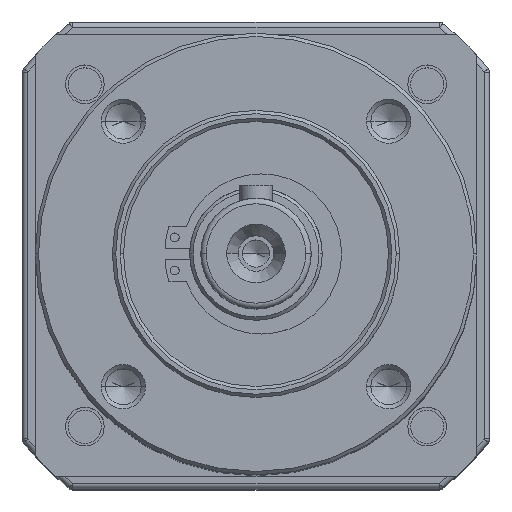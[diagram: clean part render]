
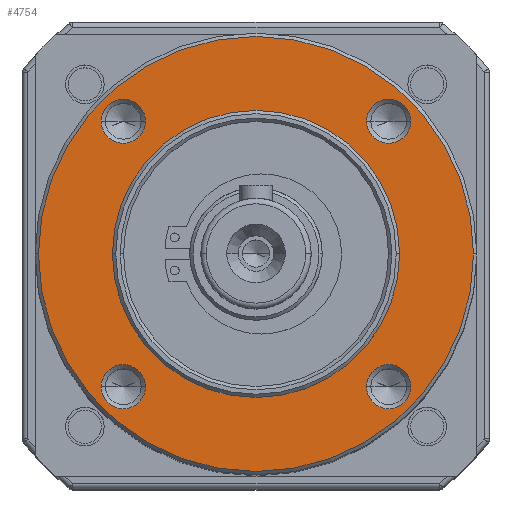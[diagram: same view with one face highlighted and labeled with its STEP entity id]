
A CAD part, top view. The second image highlights one B-rep face of the part: STEP entity #4754.
In plain terms, the highlighted planar face has unit normal (0, 0, 1).
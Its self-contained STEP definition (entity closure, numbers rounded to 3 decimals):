
#176 = CIRCLE ( 'NONE', #178, 19.7 ) ;
#178 = AXIS2_PLACEMENT_3D ( 'NONE', #5949, #5950, #5951 ) ;
#540 = CIRCLE ( 'NONE', #543, 2. ) ;
#543 = AXIS2_PLACEMENT_3D ( 'NONE', #3575, #3576, #3577 ) ;
#546 = CIRCLE ( 'NONE', #550, 2. ) ;
#550 = AXIS2_PLACEMENT_3D ( 'NONE', #3585, #3586, #3587 ) ;
#553 = CIRCLE ( 'NONE', #556, 2. ) ;
#556 = AXIS2_PLACEMENT_3D ( 'NONE', #5715, #5716, #5717 ) ;
#559 = CIRCLE ( 'NONE', #563, 2. ) ;
#563 = AXIS2_PLACEMENT_3D ( 'NONE', #5725, #5726, #5727 ) ;
#1348 = EDGE_CURVE ( 'NONE', #5604, #5605, #4868, .T. ) ;
#1350 = EDGE_CURVE ( 'NONE', #5574, #5570, #4850, .T. ) ;
#1351 = EDGE_CURVE ( 'NONE', #5598, #5593, #4856, .T. ) ;
#1352 = EDGE_CURVE ( 'NONE', #5608, #5597, #4855, .T. ) ;
#1353 = EDGE_CURVE ( 'NONE', #5586, #5590, #4860, .T. ) ;
#1354 = EDGE_CURVE ( 'NONE', #5582, #5581, #4859, .T. ) ;
#1753 = PLANE ( 'NONE',  #4432 ) ;
#1754 = CARTESIAN_POINT ( 'NONE',  ( -20.094, -19.7, 128.8 ) ) ;
#1755 = DIRECTION ( 'NONE',  ( 0., 0., 1. ) ) ;
#1756 = DIRECTION ( 'NONE',  ( 1., 0., 0. ) ) ;
#2407 = FACE_BOUND ( 'NONE', #2796, .T. ) ;
#2408 = FACE_BOUND ( 'NONE', #2886, .T. ) ;
#2409 = FACE_BOUND ( 'NONE', #2888, .T. ) ;
#2410 = FACE_BOUND ( 'NONE', #2889, .T. ) ;
#2411 = FACE_BOUND ( 'NONE', #2891, .T. ) ;
#2412 = FACE_OUTER_BOUND ( 'NONE', #2791, .T. ) ;
#2791 = EDGE_LOOP ( 'NONE', ( #3414, #3415 ) ) ;
#2796 = EDGE_LOOP ( 'NONE', ( #3404, #3405 ) ) ;
#2886 = EDGE_LOOP ( 'NONE', ( #3406, #3407 ) ) ;
#2888 = EDGE_LOOP ( 'NONE', ( #3408, #3409 ) ) ;
#2889 = EDGE_LOOP ( 'NONE', ( #3410, #3411 ) ) ;
#2891 = EDGE_LOOP ( 'NONE', ( #3412, #3413 ) ) ;
#3404 = ORIENTED_EDGE ( 'NONE', *, *, #5322, .T. ) ;
#3405 = ORIENTED_EDGE ( 'NONE', *, *, #1350, .T. ) ;
#3406 = ORIENTED_EDGE ( 'NONE', *, *, #5318, .T. ) ;
#3407 = ORIENTED_EDGE ( 'NONE', *, *, #1351, .T. ) ;
#3408 = ORIENTED_EDGE ( 'NONE', *, *, #5313, .T. ) ;
#3409 = ORIENTED_EDGE ( 'NONE', *, *, #1352, .T. ) ;
#3410 = ORIENTED_EDGE ( 'NONE', *, *, #5309, .T. ) ;
#3411 = ORIENTED_EDGE ( 'NONE', *, *, #1353, .T. ) ;
#3412 = ORIENTED_EDGE ( 'NONE', *, *, #5305, .T. ) ;
#3413 = ORIENTED_EDGE ( 'NONE', *, *, #1354, .T. ) ;
#3414 = ORIENTED_EDGE ( 'NONE', *, *, #5411, .F. ) ;
#3415 = ORIENTED_EDGE ( 'NONE', *, *, #1348, .F. ) ;
#3565 = CARTESIAN_POINT ( 'NONE',  ( 0., 0., 128.8 ) ) ;
#3566 = DIRECTION ( 'NONE',  ( 0., 0., -1. ) ) ;
#3567 = DIRECTION ( 'NONE',  ( -1., 0., 0. ) ) ;
#3575 = CARTESIAN_POINT ( 'NONE',  ( 12.021, 12.021, 128.8 ) ) ;
#3576 = DIRECTION ( 'NONE',  ( 0., 0., -1. ) ) ;
#3577 = DIRECTION ( 'NONE',  ( 1., 0., 0. ) ) ;
#3585 = CARTESIAN_POINT ( 'NONE',  ( -12.021, 12.021, 128.8 ) ) ;
#3586 = DIRECTION ( 'NONE',  ( 0., 0., -1. ) ) ;
#3587 = DIRECTION ( 'NONE',  ( 1., 0., 0. ) ) ;
#3681 = CIRCLE ( 'NONE', #3691, 13. ) ;
#3691 = AXIS2_PLACEMENT_3D ( 'NONE', #3565, #3566, #3567 ) ;
#3766 = DIRECTION ( 'NONE',  ( 0., 0., -1. ) ) ;
#3768 = DIRECTION ( 'NONE',  ( 1., 0., 0. ) ) ;
#3769 = DIRECTION ( 'NONE',  ( 0., 0., -1. ) ) ;
#3771 = DIRECTION ( 'NONE',  ( 0., 0., -1. ) ) ;
#3772 = DIRECTION ( 'NONE',  ( 1., 0., 0. ) ) ;
#3773 = CARTESIAN_POINT ( 'NONE',  ( 12.021, 12.021, 128.8 ) ) ;
#3774 = DIRECTION ( 'NONE',  ( 1., 0., 0. ) ) ;
#3775 = CARTESIAN_POINT ( 'NONE',  ( 0., 0., 128.8 ) ) ;
#3776 = DIRECTION ( 'NONE',  ( 0., 0., -1. ) ) ;
#3779 = DIRECTION ( 'NONE',  ( 0., 0., -1. ) ) ;
#3781 = DIRECTION ( 'NONE',  ( 1., 0., 0. ) ) ;
#3783 = CARTESIAN_POINT ( 'NONE',  ( -12.021, -12.021, 128.8 ) ) ;
#3784 = CARTESIAN_POINT ( 'NONE',  ( 12.021, -12.021, 128.8 ) ) ;
#3785 = DIRECTION ( 'NONE',  ( -1., 0., 0. ) ) ;
#3786 = CARTESIAN_POINT ( 'NONE',  ( -12.021, 12.021, 128.8 ) ) ;
#4432 = AXIS2_PLACEMENT_3D ( 'NONE', #1754, #1755, #1756 ) ;
#4620 = CARTESIAN_POINT ( 'NONE',  ( 14.021, -12.021, 128.8 ) ) ;
#4624 = CARTESIAN_POINT ( 'NONE',  ( 10.021, -12.021, 128.8 ) ) ;
#4631 = CARTESIAN_POINT ( 'NONE',  ( -13., 0., 128.8 ) ) ;
#4632 = CARTESIAN_POINT ( 'NONE',  ( 13., 0., 128.8 ) ) ;
#4636 = CARTESIAN_POINT ( 'NONE',  ( 10.021, 12.021, 128.8 ) ) ;
#4640 = CARTESIAN_POINT ( 'NONE',  ( 14.021, 12.021, 128.8 ) ) ;
#4643 = CARTESIAN_POINT ( 'NONE',  ( -10.021, -12.021, 128.8 ) ) ;
#4647 = CARTESIAN_POINT ( 'NONE',  ( -10.021, 12.021, 128.8 ) ) ;
#4648 = CARTESIAN_POINT ( 'NONE',  ( -14.021, -12.021, 128.8 ) ) ;
#4654 = CARTESIAN_POINT ( 'NONE',  ( 19.7, 0., 128.8 ) ) ;
#4655 = CARTESIAN_POINT ( 'NONE',  ( -19.7, 0., 128.8 ) ) ;
#4658 = CARTESIAN_POINT ( 'NONE',  ( -14.021, 12.021, 128.8 ) ) ;
#4754 = ADVANCED_FACE ( 'NONE', ( #2407, #2408, #2409, #2410, #2411, #2412 ), #1753, .T. ) ;
#4849 = AXIS2_PLACEMENT_3D ( 'NONE', #3775, #3779, #3785 ) ;
#4850 = CIRCLE ( 'NONE', #4853, 2. ) ;
#4851 = AXIS2_PLACEMENT_3D ( 'NONE', #5241, #5240, #5238 ) ;
#4853 = AXIS2_PLACEMENT_3D ( 'NONE', #3784, #3776, #3781 ) ;
#4854 = AXIS2_PLACEMENT_3D ( 'NONE', #3773, #3766, #3774 ) ;
#4855 = CIRCLE ( 'NONE', #4865, 2. ) ;
#4856 = CIRCLE ( 'NONE', #4857, 2. ) ;
#4857 = AXIS2_PLACEMENT_3D ( 'NONE', #3783, #3769, #3768 ) ;
#4859 = CIRCLE ( 'NONE', #4849, 13. ) ;
#4860 = CIRCLE ( 'NONE', #4854, 2. ) ;
#4865 = AXIS2_PLACEMENT_3D ( 'NONE', #3786, #3771, #3772 ) ;
#4868 = CIRCLE ( 'NONE', #4851, 19.7 ) ;
#5238 = DIRECTION ( 'NONE',  ( -1., 0., 0. ) ) ;
#5240 = DIRECTION ( 'NONE',  ( 0., 0., -1. ) ) ;
#5241 = CARTESIAN_POINT ( 'NONE',  ( 0., 0., 128.8 ) ) ;
#5305 = EDGE_CURVE ( 'NONE', #5581, #5582, #3681, .T. ) ;
#5309 = EDGE_CURVE ( 'NONE', #5590, #5586, #540, .T. ) ;
#5313 = EDGE_CURVE ( 'NONE', #5597, #5608, #546, .T. ) ;
#5318 = EDGE_CURVE ( 'NONE', #5593, #5598, #553, .T. ) ;
#5322 = EDGE_CURVE ( 'NONE', #5570, #5574, #559, .T. ) ;
#5411 = EDGE_CURVE ( 'NONE', #5605, #5604, #176, .T. ) ;
#5570 = VERTEX_POINT ( 'NONE', #4620 ) ;
#5574 = VERTEX_POINT ( 'NONE', #4624 ) ;
#5581 = VERTEX_POINT ( 'NONE', #4631 ) ;
#5582 = VERTEX_POINT ( 'NONE', #4632 ) ;
#5586 = VERTEX_POINT ( 'NONE', #4636 ) ;
#5590 = VERTEX_POINT ( 'NONE', #4640 ) ;
#5593 = VERTEX_POINT ( 'NONE', #4643 ) ;
#5597 = VERTEX_POINT ( 'NONE', #4647 ) ;
#5598 = VERTEX_POINT ( 'NONE', #4648 ) ;
#5604 = VERTEX_POINT ( 'NONE', #4654 ) ;
#5605 = VERTEX_POINT ( 'NONE', #4655 ) ;
#5608 = VERTEX_POINT ( 'NONE', #4658 ) ;
#5715 = CARTESIAN_POINT ( 'NONE',  ( -12.021, -12.021, 128.8 ) ) ;
#5716 = DIRECTION ( 'NONE',  ( 0., 0., -1. ) ) ;
#5717 = DIRECTION ( 'NONE',  ( 1., 0., 0. ) ) ;
#5725 = CARTESIAN_POINT ( 'NONE',  ( 12.021, -12.021, 128.8 ) ) ;
#5726 = DIRECTION ( 'NONE',  ( 0., 0., -1. ) ) ;
#5727 = DIRECTION ( 'NONE',  ( 1., 0., 0. ) ) ;
#5949 = CARTESIAN_POINT ( 'NONE',  ( 0., 0., 128.8 ) ) ;
#5950 = DIRECTION ( 'NONE',  ( 0., 0., -1. ) ) ;
#5951 = DIRECTION ( 'NONE',  ( -1., 0., 0. ) ) ;
